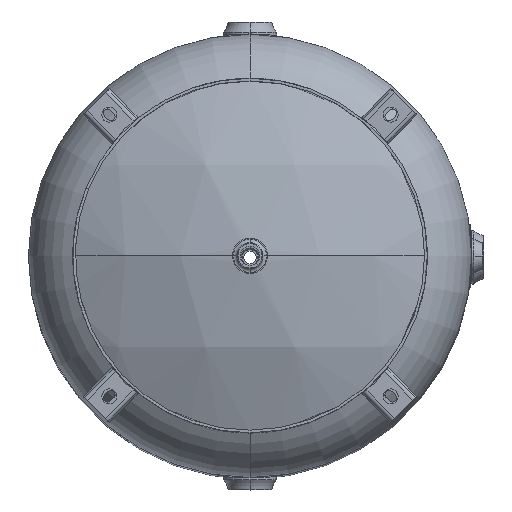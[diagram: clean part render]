
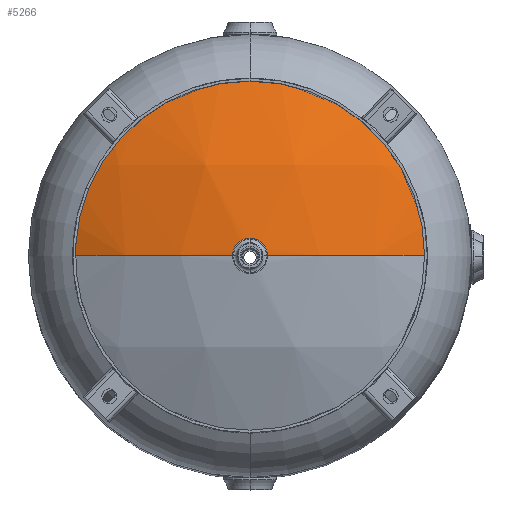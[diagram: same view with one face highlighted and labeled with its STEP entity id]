
A CAD part, top view. The second image highlights one B-rep face of the part: STEP entity #5266.
In plain terms, the highlighted spherical face has radius 685.8 mm.
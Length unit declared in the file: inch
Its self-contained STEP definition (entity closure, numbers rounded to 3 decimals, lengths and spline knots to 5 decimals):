
#104 = CARTESIAN_POINT ( 'NONE',  ( 0., 0., 9. ) ) ;
#105 = FACE_OUTER_BOUND ( 'NONE', #6720, .T. ) ;
#108 = SPHERICAL_SURFACE ( 'NONE', #2946, 27. ) ;
#111 = DIRECTION ( 'NONE',  ( 0., -1., 0. ) ) ;
#112 = DIRECTION ( 'NONE',  ( 1., 0., 0. ) ) ;
#1135 = VERTEX_POINT ( 'NONE', #6858 ) ;
#1137 = VERTEX_POINT ( 'NONE', #6860 ) ;
#1140 = VERTEX_POINT ( 'NONE', #6863 ) ;
#1163 = VERTEX_POINT ( 'NONE', #6886 ) ;
#1164 = VERTEX_POINT ( 'NONE', #6887 ) ;
#1459 = AXIS2_PLACEMENT_3D ( 'NONE', #2363, #2364, #2365 ) ;
#1463 = CIRCLE ( 'NONE', #1459, 0.8775 ) ;
#1464 = AXIS2_PLACEMENT_3D ( 'NONE', #2355, #2356, #2357 ) ;
#1471 = CIRCLE ( 'NONE', #1464, 12. ) ;
#2112 = AXIS2_PLACEMENT_3D ( 'NONE', #3459, #3460, #3461 ) ;
#2124 = CIRCLE ( 'NONE', #2112, 12. ) ;
#2183 = CIRCLE ( 'NONE', #2187, 27. ) ;
#2187 = AXIS2_PLACEMENT_3D ( 'NONE', #3796, #3797, #3798 ) ;
#2355 = CARTESIAN_POINT ( 'NONE',  ( 0., 0., 33.18677 ) ) ;
#2356 = DIRECTION ( 'NONE',  ( 0., 0., -1. ) ) ;
#2357 = DIRECTION ( 'NONE',  ( 0., 1., 0. ) ) ;
#2363 = CARTESIAN_POINT ( 'NONE',  ( 0., 0., 35.98574 ) ) ;
#2364 = DIRECTION ( 'NONE',  ( 0., 0., 1. ) ) ;
#2365 = DIRECTION ( 'NONE',  ( -1., 0., 0. ) ) ;
#2946 = AXIS2_PLACEMENT_3D ( 'NONE', #104, #111, #112 ) ;
#3157 = AXIS2_PLACEMENT_3D ( 'NONE', #7968, #7969, #7970 ) ;
#3164 = CIRCLE ( 'NONE', #3157, 27. ) ;
#3459 = CARTESIAN_POINT ( 'NONE',  ( 0., 0., 33.18677 ) ) ;
#3460 = DIRECTION ( 'NONE',  ( 0., 0., -1. ) ) ;
#3461 = DIRECTION ( 'NONE',  ( 0., 1., 0. ) ) ;
#3796 = CARTESIAN_POINT ( 'NONE',  ( 0., 0., 9. ) ) ;
#3797 = DIRECTION ( 'NONE',  ( 0., 1., 0. ) ) ;
#3798 = DIRECTION ( 'NONE',  ( 0., 0., 1. ) ) ;
#4390 = EDGE_CURVE ( 'NONE', #1135, #1163, #1471, .T. ) ;
#4392 = EDGE_CURVE ( 'NONE', #1140, #1164, #1463, .T. ) ;
#4913 = EDGE_CURVE ( 'NONE', #1164, #1135, #3164, .T. ) ;
#5266 = ADVANCED_FACE ( 'NONE', ( #105 ), #108, .T. ) ;
#6477 = ORIENTED_EDGE ( 'NONE', *, *, #4390, .F. ) ;
#6478 = ORIENTED_EDGE ( 'NONE', *, *, #14116, .F. ) ;
#6479 = ORIENTED_EDGE ( 'NONE', *, *, #14227, .T. ) ;
#6480 = ORIENTED_EDGE ( 'NONE', *, *, #4392, .F. ) ;
#6481 = ORIENTED_EDGE ( 'NONE', *, *, #4913, .F. ) ;
#6720 = EDGE_LOOP ( 'NONE', ( #6481, #6480, #6479, #6478, #6477 ) ) ;
#6858 = CARTESIAN_POINT ( 'NONE',  ( -12., 0., 33.18677 ) ) ;
#6860 = CARTESIAN_POINT ( 'NONE',  ( 12., 0., 33.18677 ) ) ;
#6863 = CARTESIAN_POINT ( 'NONE',  ( 0.8775, 0., 35.98574 ) ) ;
#6886 = CARTESIAN_POINT ( 'NONE',  ( 0., 12., 33.18677 ) ) ;
#6887 = CARTESIAN_POINT ( 'NONE',  ( -0.8775, 0., 35.98574 ) ) ;
#7968 = CARTESIAN_POINT ( 'NONE',  ( 0., 0., 9. ) ) ;
#7969 = DIRECTION ( 'NONE',  ( 0., -1., 0. ) ) ;
#7970 = DIRECTION ( 'NONE',  ( 1., 0., 0. ) ) ;
#14116 = EDGE_CURVE ( 'NONE', #1163, #1137, #2124, .T. ) ;
#14227 = EDGE_CURVE ( 'NONE', #1140, #1137, #2183, .T. ) ;
